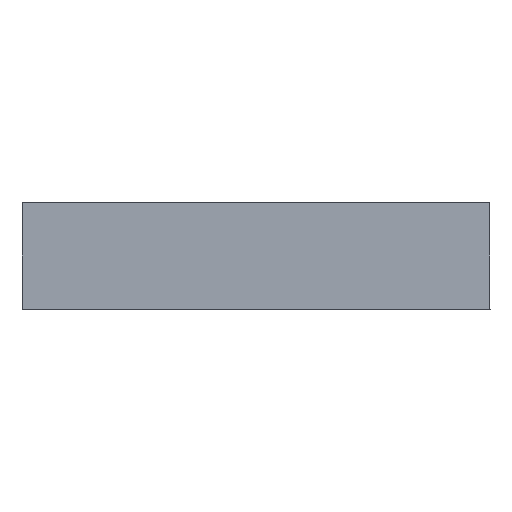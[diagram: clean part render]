
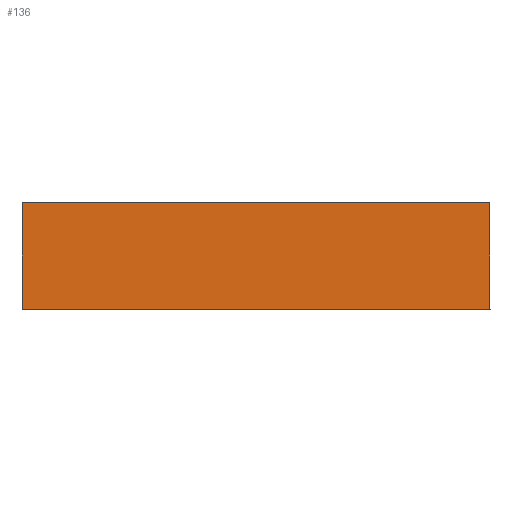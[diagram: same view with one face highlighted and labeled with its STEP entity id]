
A CAD part, left-side view. The second image highlights one B-rep face of the part: STEP entity #136.
In plain terms, the highlighted planar face has unit normal (-1, 0, 0).
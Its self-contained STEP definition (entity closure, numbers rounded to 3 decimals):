
#18=FACE_OUTER_BOUND('',#26,.T.);
#26=EDGE_LOOP('',(#99,#100,#101,#102));
#34=LINE('',#350,#46);
#37=LINE('',#514,#49);
#38=LINE('',#516,#50);
#39=LINE('',#517,#51);
#46=VECTOR('',#168,10.);
#49=VECTOR('',#173,10.);
#50=VECTOR('',#174,10.);
#51=VECTOR('',#175,10.);
#65=VERTEX_POINT('',#347);
#66=VERTEX_POINT('',#349);
#69=VERTEX_POINT('',#513);
#70=VERTEX_POINT('',#515);
#77=EDGE_CURVE('',#66,#65,#34,.T.);
#81=EDGE_CURVE('',#65,#69,#37,.F.);
#82=EDGE_CURVE('',#69,#70,#38,.T.);
#83=EDGE_CURVE('',#70,#66,#39,.F.);
#99=ORIENTED_EDGE('',*,*,#77,.T.);
#100=ORIENTED_EDGE('',*,*,#81,.T.);
#101=ORIENTED_EDGE('',*,*,#82,.T.);
#102=ORIENTED_EDGE('',*,*,#83,.T.);
#130=PLANE('',#158);
#136=ADVANCED_FACE('',(#18),#130,.T.);
#158=AXIS2_PLACEMENT_3D('',#512,#171,#172);
#168=DIRECTION('',(0.,1.,0.));
#171=DIRECTION('center_axis',(-1.,0.,0.));
#172=DIRECTION('ref_axis',(0.,0.,1.));
#173=DIRECTION('',(0.,0.,1.));
#174=DIRECTION('',(0.,-1.,0.));
#175=DIRECTION('',(0.,0.,-1.));
#347=CARTESIAN_POINT('',(-133.276,285.083,142.68));
#349=CARTESIAN_POINT('',(-133.276,272.283,142.68));
#350=CARTESIAN_POINT('',(-133.276,281.933,142.68));
#512=CARTESIAN_POINT('Origin',(-133.276,285.183,139.68));
#513=CARTESIAN_POINT('',(-133.276,285.083,139.78));
#514=CARTESIAN_POINT('',(-133.276,285.083,139.68));
#515=CARTESIAN_POINT('',(-133.276,272.283,139.78));
#516=CARTESIAN_POINT('',(-133.276,281.933,139.78));
#517=CARTESIAN_POINT('',(-133.276,272.283,139.68));
